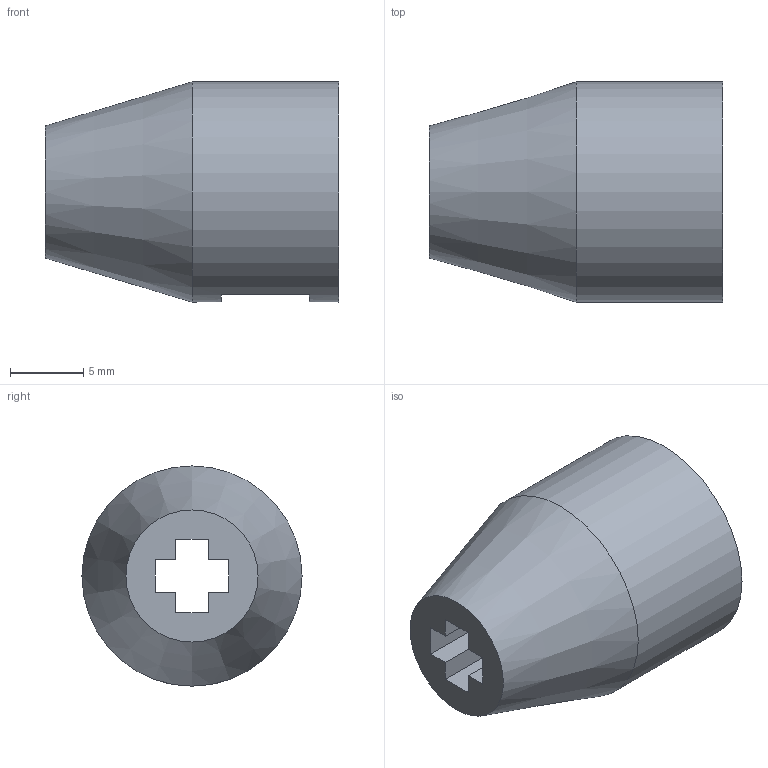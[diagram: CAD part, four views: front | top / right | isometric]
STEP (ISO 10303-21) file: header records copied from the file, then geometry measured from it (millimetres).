
FILE_DESCRIPTION(/* description */ (''),/* implementation_level */ '2;1');
FILE_NAME(/* name */ 'Shaft connector.step',/* time_stamp */ '2024-09-18T08:25:57+02:00',/* author */ (''),/* organization */ (''),/* preprocessor_version */ 'ST-DEVELOPER v20',/* originating_system */ 'Autodesk Translation Framework v13.14.0.145',/* authorisation */ '');
FILE_SCHEMA (('AUTOMOTIVE_DESIGN { 1 0 10303 214 3 1 1 }'));
Length unit declared in the file: millimetre
Products named in the file (2): Car-FlawFactory; Shaft connector
Assembly tree (1 placements, depth 2):
  Car-FlawFactory
    Shaft connector
Bounding box: 20 x 15 x 15 mm (x, y, z)
Volume: 2267.2 mm3; surface area: 1592.7 mm2
Topology: 1 solids, 1 shells, 32 faces, 79 edges, 51 vertices
Faces by surface type: plane 27, cylinder 4, cone 1
Full cylindrical faces by diameter (mm): 3.5 x2, 15 x1
Entity records: 1003 total; most frequent: CARTESIAN_POINT 165, DIRECTION 164, ORIENTED_EDGE 158, EDGE_CURVE 79, LINE 64, VECTOR 64, VERTEX_POINT 51, AXIS2_PLACEMENT_3D 50
